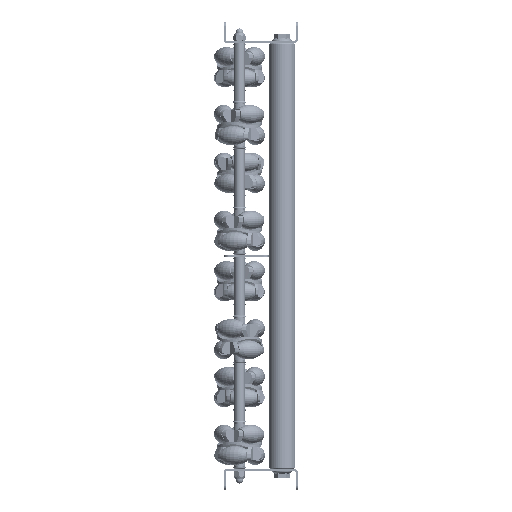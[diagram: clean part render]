
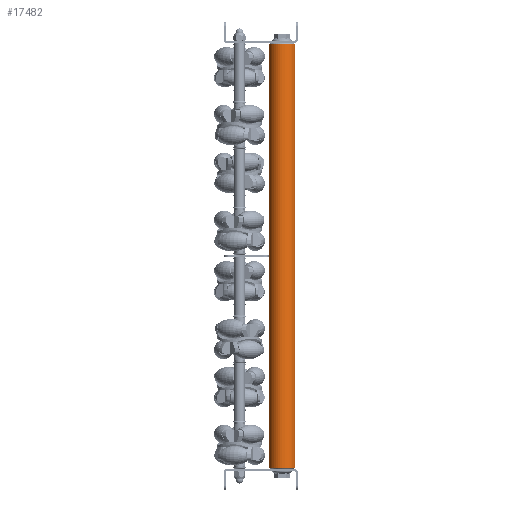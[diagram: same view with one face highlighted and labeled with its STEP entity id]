
A CAD part, left-side view. The second image highlights one B-rep face of the part: STEP entity #17482.
In plain terms, the highlighted cylindrical face has radius 12.5 mm (diameter 25 mm), a partial arc.
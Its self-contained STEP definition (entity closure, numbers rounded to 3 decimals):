
#705 = DIRECTION ( 'NONE',  ( 0., 0., -1. ) ) ;
#2552 = AXIS2_PLACEMENT_3D ( 'NONE', #11062, #6298, #705 ) ;
#4165 = CIRCLE ( 'NONE', #2552, 12.5 ) ;
#5084 = CARTESIAN_POINT ( 'NONE',  ( 399., 0., 12.5 ) ) ;
#5522 = VERTEX_POINT ( 'NONE', #27949 ) ;
#5827 = VECTOR ( 'NONE', #8186, 1000. ) ;
#6298 = DIRECTION ( 'NONE',  ( -1., 0., 0. ) ) ;
#7129 = CYLINDRICAL_SURFACE ( 'NONE', #30645, 12.5 ) ;
#7724 = DIRECTION ( 'NONE',  ( -1., 0., 0. ) ) ;
#8186 = DIRECTION ( 'NONE',  ( -1., 0., 0. ) ) ;
#10106 = AXIS2_PLACEMENT_3D ( 'NONE', #25115, #32571, #19461 ) ;
#10798 = ORIENTED_EDGE ( 'NONE', *, *, #26692, .T. ) ;
#11062 = CARTESIAN_POINT ( 'NONE',  ( 399., 0., 0. ) ) ;
#13136 = CARTESIAN_POINT ( 'NONE',  ( 400., 0., -12.5 ) ) ;
#13880 = EDGE_CURVE ( 'NONE', #14526, #5522, #18217, .T. ) ;
#14526 = VERTEX_POINT ( 'NONE', #17299 ) ;
#16428 = CARTESIAN_POINT ( 'NONE',  ( 1., 0., 12.5 ) ) ;
#17299 = CARTESIAN_POINT ( 'NONE',  ( 399., 0., -12.5 ) ) ;
#17482 = ADVANCED_FACE ( 'NONE', ( #30416 ), #7129, .T. ) ;
#17551 = ORIENTED_EDGE ( 'NONE', *, *, #28107, .T. ) ;
#18217 = LINE ( 'NONE', #13136, #23151 ) ;
#18595 = DIRECTION ( 'NONE',  ( 0., 0., 1. ) ) ;
#19381 = VERTEX_POINT ( 'NONE', #5084 ) ;
#19461 = DIRECTION ( 'NONE',  ( 0., 0., -1. ) ) ;
#21649 = DIRECTION ( 'NONE',  ( -1., 0., 0. ) ) ;
#23041 = ORIENTED_EDGE ( 'NONE', *, *, #13880, .F. ) ;
#23151 = VECTOR ( 'NONE', #7724, 1000. ) ;
#23935 = ORIENTED_EDGE ( 'NONE', *, *, #28034, .T. ) ;
#24218 = CARTESIAN_POINT ( 'NONE',  ( 400., 0., 0. ) ) ;
#25115 = CARTESIAN_POINT ( 'NONE',  ( 1., 0., 0. ) ) ;
#25131 = VERTEX_POINT ( 'NONE', #16428 ) ;
#25161 = EDGE_LOOP ( 'NONE', ( #23041, #17551, #23935, #10798 ) ) ;
#26692 = EDGE_CURVE ( 'NONE', #25131, #5522, #28015, .T. ) ;
#27949 = CARTESIAN_POINT ( 'NONE',  ( 1., 0., -12.5 ) ) ;
#28015 = CIRCLE ( 'NONE', #10106, 12.5 ) ;
#28034 = EDGE_CURVE ( 'NONE', #19381, #25131, #31793, .T. ) ;
#28107 = EDGE_CURVE ( 'NONE', #14526, #19381, #4165, .T. ) ;
#30416 = FACE_OUTER_BOUND ( 'NONE', #25161, .T. ) ;
#30645 = AXIS2_PLACEMENT_3D ( 'NONE', #24218, #21649, #18595 ) ;
#31457 = CARTESIAN_POINT ( 'NONE',  ( 400., 0., 12.5 ) ) ;
#31793 = LINE ( 'NONE', #31457, #5827 ) ;
#32571 = DIRECTION ( 'NONE',  ( 1., 0., 0. ) ) ;
